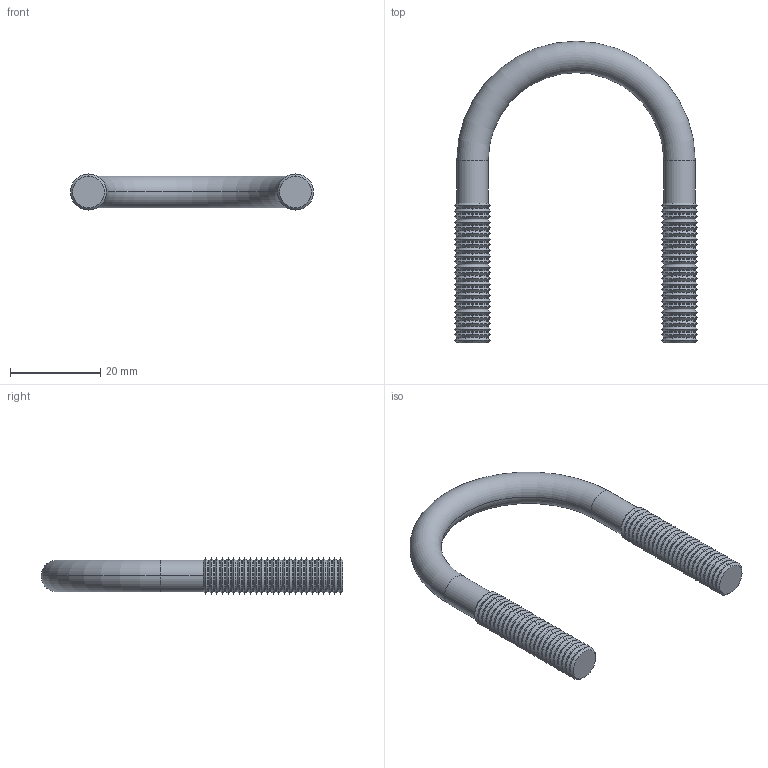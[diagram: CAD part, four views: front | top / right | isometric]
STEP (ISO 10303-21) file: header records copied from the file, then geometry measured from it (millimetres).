
FILE_DESCRIPTION (( 'STEP AP203' ), '1' );
FILE_NAME ('T56400.STEP', '2018-08-02T13:57:39', ( '' ), ( '' ), 'SwSTEP 2.0', 'SolidWorks 2016', '' );
FILE_SCHEMA (( 'CONFIG_CONTROL_DESIGN' ));
Length unit declared in the file: millimetre
Products named in the file (1): T56400
Bounding box: 54 x 67 x 8 mm (x, y, z)
Volume: 6186 mm3; surface area: 4013.8 mm2
Topology: 1 solids, 1 shells, 304 faces, 802 edges, 500 vertices
Faces by surface type: cone 200, cylinder 100, torus 2, plane 2
Entity records: 9633 total; most frequent: DIRECTION 1914, CARTESIAN_POINT 1607, ORIENTED_EDGE 1604, AXIS2_PLACEMENT_3D 807, EDGE_CURVE 802, CIRCLE 502, VERTEX_POINT 500, FACE_OUTER_BOUND 304
